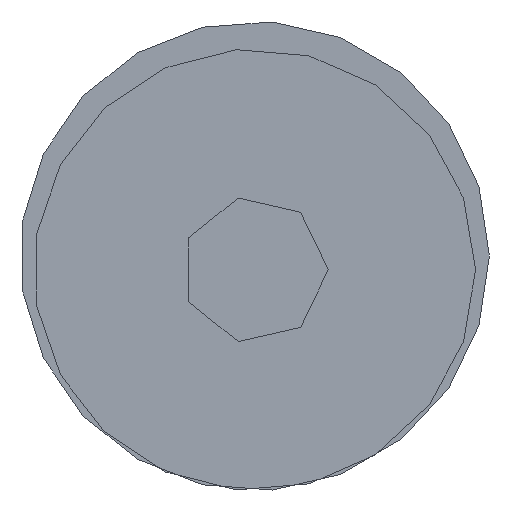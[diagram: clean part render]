
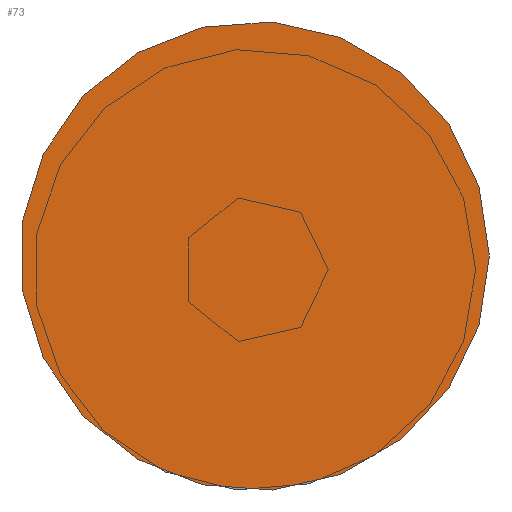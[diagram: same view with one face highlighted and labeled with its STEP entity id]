
A CAD part, front view. The second image highlights one B-rep face of the part: STEP entity #73.
In plain terms, the highlighted planar face has unit normal (0, -1, 0).
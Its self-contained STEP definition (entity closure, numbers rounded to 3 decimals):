
#73 = ADVANCED_FACE( '', ( #123 ), #124, .T. );
#123 = FACE_OUTER_BOUND( '', #163, .T. );
#124 = PLANE( '', #164 );
#163 = EDGE_LOOP( '', ( #191 ) );
#164 = AXIS2_PLACEMENT_3D( '', #192, #193, #194 );
#191 = ORIENTED_EDGE( '', *, *, #232, .T. );
#192 = CARTESIAN_POINT( '', ( 0., -500.1, 0. ) );
#193 = DIRECTION( '', ( 0., -1., 0. ) );
#194 = DIRECTION( '', ( 0., 0., -1. ) );
#232 = EDGE_CURVE( '', #245, #245, #246, .T. );
#245 = VERTEX_POINT( '', #264 );
#246 = CIRCLE( '', #265, 1.275 );
#264 = CARTESIAN_POINT( '', ( 1.275, -500.1, 0. ) );
#265 = AXIS2_PLACEMENT_3D( '', #282, #283, #284 );
#282 = CARTESIAN_POINT( '', ( 0., -500.1, 0. ) );
#283 = DIRECTION( '', ( 0., -1., 0. ) );
#284 = DIRECTION( '', ( 1., 0., 0. ) );
